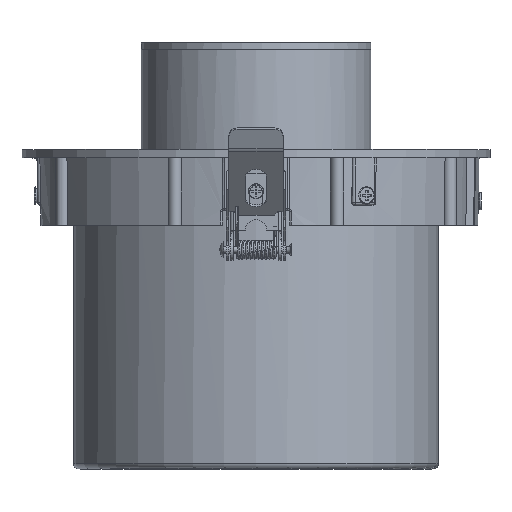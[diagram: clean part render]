
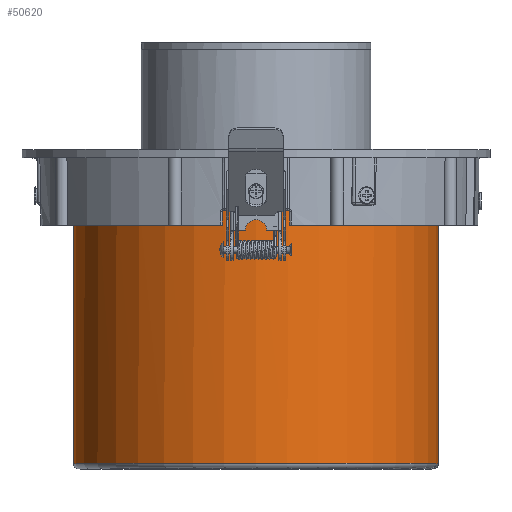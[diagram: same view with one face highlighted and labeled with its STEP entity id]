
A CAD part, top view. The second image highlights one B-rep face of the part: STEP entity #50620.
In plain terms, the highlighted cylindrical face has radius 67.5 mm (diameter 135 mm), a full revolution.
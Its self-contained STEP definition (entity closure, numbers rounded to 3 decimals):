
#3691=FACE_OUTER_BOUND('',#6984,.T.);
#6984=EDGE_LOOP('',(#36799,#36800,#36801,#36802,#36803,#36804));
#10078=CIRCLE('',#54224,67.5);
#10079=CIRCLE('',#54225,67.5);
#10080=CIRCLE('',#54227,67.5);
#10081=CIRCLE('',#54228,67.5);
#15108=LINE('',#127023,#18316);
#18316=VECTOR('',#60897,67.5);
#21724=VERTEX_POINT('',#127016);
#21725=VERTEX_POINT('',#127018);
#21726=VERTEX_POINT('',#127022);
#21727=VERTEX_POINT('',#127024);
#27167=EDGE_CURVE('',#21725,#21724,#10078,.T.);
#27168=EDGE_CURVE('',#21724,#21725,#10079,.T.);
#27169=EDGE_CURVE('',#21725,#21726,#15108,.T.);
#27170=EDGE_CURVE('',#21726,#21727,#10080,.T.);
#27171=EDGE_CURVE('',#21727,#21726,#10081,.T.);
#36799=ORIENTED_EDGE('',*,*,#27168,.T.);
#36800=ORIENTED_EDGE('',*,*,#27169,.T.);
#36801=ORIENTED_EDGE('',*,*,#27170,.T.);
#36802=ORIENTED_EDGE('',*,*,#27171,.T.);
#36803=ORIENTED_EDGE('',*,*,#27169,.F.);
#36804=ORIENTED_EDGE('',*,*,#27167,.T.);
#49569=CYLINDRICAL_SURFACE('',#54226,67.5);
#50620=ADVANCED_FACE('',(#3691),#49569,.T.);
#54224=AXIS2_PLACEMENT_3D('',#127019,#60891,#60892);
#54225=AXIS2_PLACEMENT_3D('',#127020,#60893,#60894);
#54226=AXIS2_PLACEMENT_3D('',#127021,#60895,#60896);
#54227=AXIS2_PLACEMENT_3D('',#127025,#60898,#60899);
#54228=AXIS2_PLACEMENT_3D('',#127026,#60900,#60901);
#60891=DIRECTION('center_axis',(0.,1.,0.));
#60892=DIRECTION('ref_axis',(1.,0.,0.));
#60893=DIRECTION('center_axis',(0.,1.,0.));
#60894=DIRECTION('ref_axis',(1.,0.,0.));
#60895=DIRECTION('center_axis',(0.,-1.,0.));
#60896=DIRECTION('ref_axis',(-1.,0.,0.));
#60897=DIRECTION('',(0.,1.,0.));
#60898=DIRECTION('center_axis',(0.,-1.,0.));
#60899=DIRECTION('ref_axis',(-1.,0.,0.));
#60900=DIRECTION('center_axis',(0.,-1.,0.));
#60901=DIRECTION('ref_axis',(-1.,0.,0.));
#127016=CARTESIAN_POINT('',(-67.499,2.,-0.356));
#127018=CARTESIAN_POINT('',(67.5,2.,0.));
#127019=CARTESIAN_POINT('Origin',(0.,2.,0.));
#127020=CARTESIAN_POINT('Origin',(0.,2.,0.));
#127021=CARTESIAN_POINT('Origin',(0.,113.4,0.));
#127022=CARTESIAN_POINT('',(67.5,98.246,0.));
#127023=CARTESIAN_POINT('',(67.5,113.4,0.));
#127024=CARTESIAN_POINT('',(-67.499,98.246,0.37));
#127025=CARTESIAN_POINT('Origin',(0.,98.246,0.));
#127026=CARTESIAN_POINT('Origin',(0.,98.246,0.));
